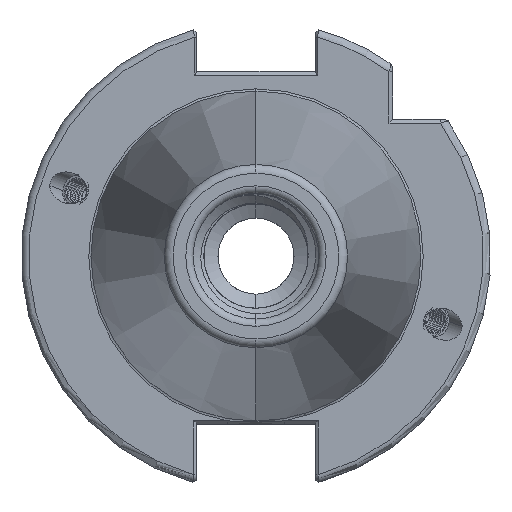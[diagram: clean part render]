
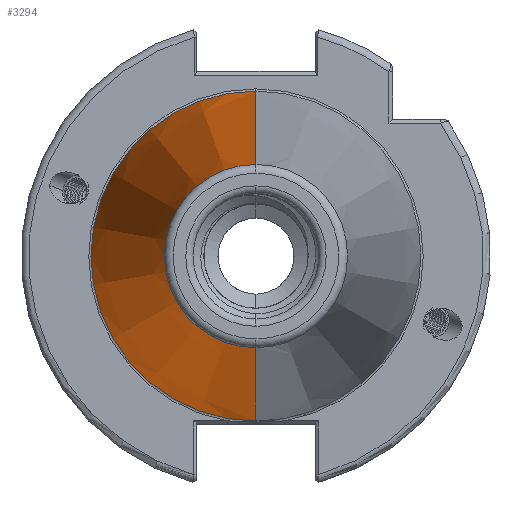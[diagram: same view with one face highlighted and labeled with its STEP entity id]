
A CAD part, left-side view. The second image highlights one B-rep face of the part: STEP entity #3294.
In plain terms, the highlighted conical face has half-angle 8.297 degrees and reference radius 22.692 mm.
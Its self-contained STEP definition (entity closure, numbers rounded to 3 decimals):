
#526 = ORIENTED_EDGE ( 'NONE', *, *, #16524, .F. ) ;
#527 = ORIENTED_EDGE ( 'NONE', *, *, #16521, .T. ) ;
#528 = ORIENTED_EDGE ( 'NONE', *, *, #16523, .F. ) ;
#529 = ORIENTED_EDGE ( 'NONE', *, *, #16501, .T. ) ;
#3294 = ADVANCED_FACE ( 'NONE', ( #12169 ), #15558, .T. ) ;
#4824 = VERTEX_POINT ( 'NONE', #17919 ) ;
#4825 = VERTEX_POINT ( 'NONE', #17920 ) ;
#4930 = VERTEX_POINT ( 'NONE', #17942 ) ;
#4934 = VERTEX_POINT ( 'NONE', #17943 ) ;
#6222 = CARTESIAN_POINT ( 'NONE',  ( -70.573, 0., 0. ) ) ;
#6223 = DIRECTION ( 'NONE',  ( 1., 0., 0. ) ) ;
#6224 = DIRECTION ( 'NONE',  ( 0., 0., 1. ) ) ;
#6270 = CARTESIAN_POINT ( 'NONE',  ( -2.5, 0., 0. ) ) ;
#6274 = LINE ( 'NONE', #6275, #9991 ) ;
#6275 = CARTESIAN_POINT ( 'NONE',  ( 0., 0., 22.692 ) ) ;
#6276 = DIRECTION ( 'NONE',  ( 0.99, 0., 0.144 ) ) ;
#6277 = DIRECTION ( 'NONE',  ( 1., 0., 0. ) ) ;
#6278 = DIRECTION ( 'NONE',  ( 0., 0., -1. ) ) ;
#6280 = LINE ( 'NONE', #6281, #9993 ) ;
#6281 = CARTESIAN_POINT ( 'NONE',  ( 0., 0., -22.692 ) ) ;
#6282 = DIRECTION ( 'NONE',  ( 0.99, 0., -0.144 ) ) ;
#8796 = CARTESIAN_POINT ( 'NONE',  ( 0., 0., 0. ) ) ;
#8797 = DIRECTION ( 'NONE',  ( 1., 0., 0. ) ) ;
#8798 = DIRECTION ( 'NONE',  ( 0., 0., -1. ) ) ;
#9984 = AXIS2_PLACEMENT_3D ( 'NONE', #6270, #6277, #6278 ) ;
#9991 = VECTOR ( 'NONE', #6276, 1000. ) ;
#9993 = VECTOR ( 'NONE', #6282, 1000. ) ;
#12164 = AXIS2_PLACEMENT_3D ( 'NONE', #8796, #8797, #8798 ) ;
#12169 = FACE_OUTER_BOUND ( 'NONE', #12687, .T. ) ;
#12687 = EDGE_LOOP ( 'NONE', ( #529, #527, #528, #526 ) ) ;
#15558 = CONICAL_SURFACE ( 'NONE', #12164, 22.692, 0.145 ) ;
#15700 = CIRCLE ( 'NONE', #16711, 12.4 ) ;
#15713 = CIRCLE ( 'NONE', #9984, 22.327 ) ;
#16501 = EDGE_CURVE ( 'NONE', #4934, #4930, #15700, .T. ) ;
#16521 = EDGE_CURVE ( 'NONE', #4930, #4824, #6274, .T. ) ;
#16523 = EDGE_CURVE ( 'NONE', #4825, #4824, #15713, .T. ) ;
#16524 = EDGE_CURVE ( 'NONE', #4934, #4825, #6280, .T. ) ;
#16711 = AXIS2_PLACEMENT_3D ( 'NONE', #6222, #6223, #6224 ) ;
#17919 = CARTESIAN_POINT ( 'NONE',  ( -2.5, 0., 22.327 ) ) ;
#17920 = CARTESIAN_POINT ( 'NONE',  ( -2.5, 0., -22.327 ) ) ;
#17942 = CARTESIAN_POINT ( 'NONE',  ( -70.573, 0., 12.4 ) ) ;
#17943 = CARTESIAN_POINT ( 'NONE',  ( -70.573, 0., -12.4 ) ) ;
